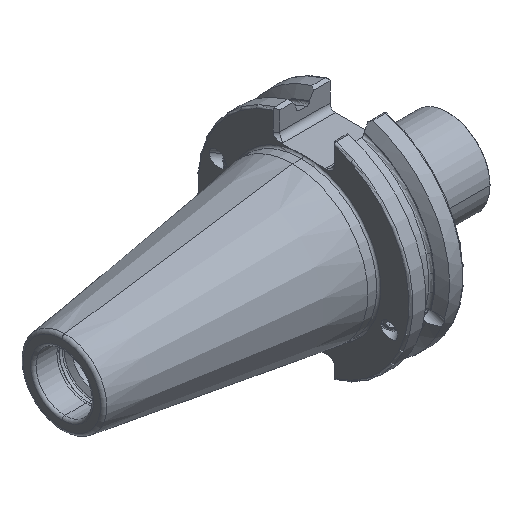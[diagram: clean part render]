
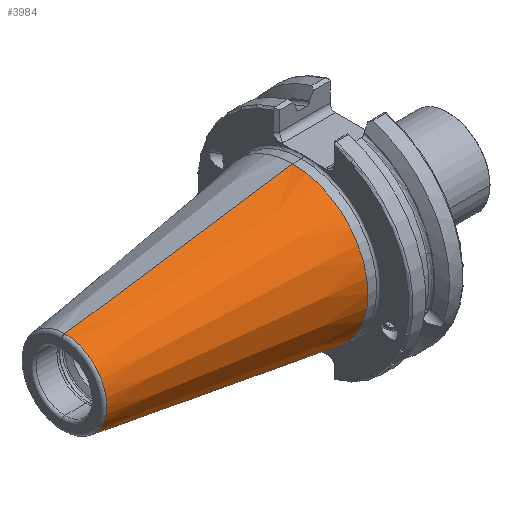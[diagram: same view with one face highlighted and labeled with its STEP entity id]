
A CAD part, isometric view. The second image highlights one B-rep face of the part: STEP entity #3984.
In plain terms, the highlighted conical face has half-angle 8.297 degrees and reference radius 22.225 mm.
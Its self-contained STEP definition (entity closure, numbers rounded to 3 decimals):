
#75 = EDGE_CURVE ( 'NONE', #4220, #2602, #2956, .T. ) ;
#291 = EDGE_CURVE ( 'NONE', #4220, #6593, #6191, .T. ) ;
#730 = CARTESIAN_POINT ( 'NONE',  ( 0., 0., 0. ) ) ;
#922 = DIRECTION ( 'NONE',  ( 1., 0., 0. ) ) ;
#1077 = CARTESIAN_POINT ( 'NONE',  ( 0., 0., 22.225 ) ) ;
#1851 = CARTESIAN_POINT ( 'NONE',  ( 0., 0., 22.225 ) ) ;
#2438 = AXIS2_PLACEMENT_3D ( 'NONE', #2619, #3112, #5425 ) ;
#2439 = VERTEX_POINT ( 'NONE', #1077 ) ;
#2602 = VERTEX_POINT ( 'NONE', #6407 ) ;
#2611 = CARTESIAN_POINT ( 'NONE',  ( -67.394, 0., 12.397 ) ) ;
#2619 = CARTESIAN_POINT ( 'NONE',  ( -67.394, 0., 0. ) ) ;
#2917 = CARTESIAN_POINT ( 'NONE',  ( 0., 0., -22.225 ) ) ;
#2956 = LINE ( 'NONE', #2917, #4370 ) ;
#3028 = DIRECTION ( 'NONE',  ( 0.99, 0., -0.144 ) ) ;
#3112 = DIRECTION ( 'NONE',  ( -1., 0., 0. ) ) ;
#3218 = ORIENTED_EDGE ( 'NONE', *, *, #3941, .T. ) ;
#3436 = CIRCLE ( 'NONE', #6333, 22.225 ) ;
#3717 = EDGE_LOOP ( 'NONE', ( #5682, #7139, #5516, #3218 ) ) ;
#3941 = EDGE_CURVE ( 'NONE', #2602, #2439, #3436, .T. ) ;
#3984 = ADVANCED_FACE ( 'NONE', ( #7220 ), #6100, .T. ) ;
#4005 = DIRECTION ( 'NONE',  ( 0.99, 0., 0.144 ) ) ;
#4155 = LINE ( 'NONE', #1851, #6116 ) ;
#4212 = DIRECTION ( 'NONE',  ( 0., 0., 1. ) ) ;
#4220 = VERTEX_POINT ( 'NONE', #6660 ) ;
#4281 = AXIS2_PLACEMENT_3D ( 'NONE', #6605, #922, #5434 ) ;
#4370 = VECTOR ( 'NONE', #3028, 1000. ) ;
#5136 = EDGE_CURVE ( 'NONE', #6593, #2439, #4155, .T. ) ;
#5425 = DIRECTION ( 'NONE',  ( 0., 0., 1. ) ) ;
#5434 = DIRECTION ( 'NONE',  ( 0., 0., -1. ) ) ;
#5516 = ORIENTED_EDGE ( 'NONE', *, *, #75, .T. ) ;
#5682 = ORIENTED_EDGE ( 'NONE', *, *, #5136, .F. ) ;
#5891 = DIRECTION ( 'NONE',  ( -1., 0., 0. ) ) ;
#6100 = CONICAL_SURFACE ( 'NONE', #4281, 22.225, 0.145 ) ;
#6116 = VECTOR ( 'NONE', #4005, 1000. ) ;
#6191 = CIRCLE ( 'NONE', #2438, 12.397 ) ;
#6333 = AXIS2_PLACEMENT_3D ( 'NONE', #730, #5891, #4212 ) ;
#6407 = CARTESIAN_POINT ( 'NONE',  ( 0., 0., -22.225 ) ) ;
#6593 = VERTEX_POINT ( 'NONE', #2611 ) ;
#6605 = CARTESIAN_POINT ( 'NONE',  ( 0., 0., 0. ) ) ;
#6660 = CARTESIAN_POINT ( 'NONE',  ( -67.394, 0., -12.397 ) ) ;
#7139 = ORIENTED_EDGE ( 'NONE', *, *, #291, .F. ) ;
#7220 = FACE_OUTER_BOUND ( 'NONE', #3717, .T. ) ;
